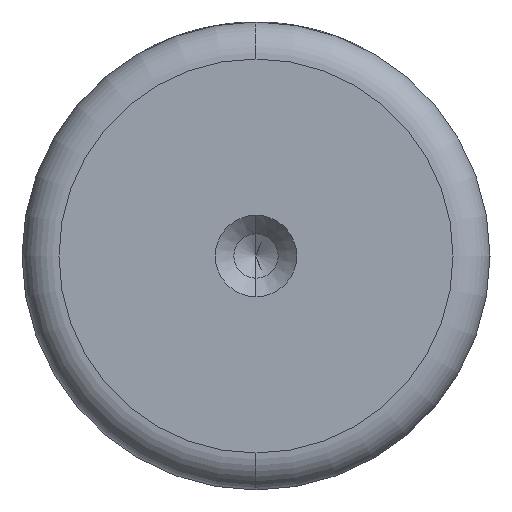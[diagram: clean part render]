
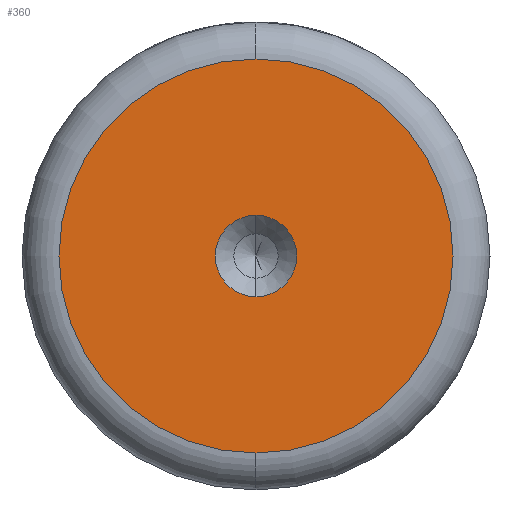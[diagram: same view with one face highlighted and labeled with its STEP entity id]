
A CAD part, left-side view. The second image highlights one B-rep face of the part: STEP entity #360.
In plain terms, the highlighted planar face has unit normal (-1, 0, 0).
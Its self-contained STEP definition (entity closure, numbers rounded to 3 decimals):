
#14 = AXIS2_PLACEMENT_3D ( 'NONE', #1018, #378, #1128 ) ;
#24 = DIRECTION ( 'NONE',  ( 0., 0., 1. ) ) ;
#80 = CIRCLE ( 'NONE', #918, 16. ) ;
#114 = DIRECTION ( 'NONE',  ( 0., 0., 1. ) ) ;
#178 = AXIS2_PLACEMENT_3D ( 'NONE', #1153, #511, #1258 ) ;
#183 = ORIENTED_EDGE ( 'NONE', *, *, #1212, .T. ) ;
#207 = ORIENTED_EDGE ( 'NONE', *, *, #270, .F. ) ;
#220 = VERTEX_POINT ( 'NONE', #1119 ) ;
#221 = VERTEX_POINT ( 'NONE', #367 ) ;
#270 = EDGE_CURVE ( 'NONE', #846, #341, #871, .T. ) ;
#303 = EDGE_CURVE ( 'NONE', #341, #846, #474, .T. ) ;
#341 = VERTEX_POINT ( 'NONE', #401 ) ;
#358 = DIRECTION ( 'NONE',  ( -1., 0., 0. ) ) ;
#360 = ADVANCED_FACE ( 'NONE', ( #593, #1379 ), #783, .T. ) ;
#367 = CARTESIAN_POINT ( 'NONE',  ( 0., 0., -16. ) ) ;
#378 = DIRECTION ( 'NONE',  ( -1., 0., 0. ) ) ;
#401 = CARTESIAN_POINT ( 'NONE',  ( 0., 0., 3.3 ) ) ;
#474 = CIRCLE ( 'NONE', #178, 3.3 ) ;
#492 = AXIS2_PLACEMENT_3D ( 'NONE', #1321, #358, #114 ) ;
#511 = DIRECTION ( 'NONE',  ( -1., 0., 0. ) ) ;
#527 = EDGE_CURVE ( 'NONE', #221, #220, #80, .T. ) ;
#560 = DIRECTION ( 'NONE',  ( -1., 0., 0. ) ) ;
#593 = FACE_BOUND ( 'NONE', #1046, .T. ) ;
#703 = DIRECTION ( 'NONE',  ( -1., 0., 0. ) ) ;
#728 = CARTESIAN_POINT ( 'NONE',  ( 0., 0., -3.3 ) ) ;
#782 = AXIS2_PLACEMENT_3D ( 'NONE', #1203, #560, #1302 ) ;
#783 = PLANE ( 'NONE',  #492 ) ;
#806 = ORIENTED_EDGE ( 'NONE', *, *, #303, .F. ) ;
#846 = VERTEX_POINT ( 'NONE', #728 ) ;
#871 = CIRCLE ( 'NONE', #14, 3.3 ) ;
#918 = AXIS2_PLACEMENT_3D ( 'NONE', #1347, #703, #24 ) ;
#929 = ORIENTED_EDGE ( 'NONE', *, *, #527, .T. ) ;
#1018 = CARTESIAN_POINT ( 'NONE',  ( 0., 0., 0. ) ) ;
#1046 = EDGE_LOOP ( 'NONE', ( #806, #207 ) ) ;
#1119 = CARTESIAN_POINT ( 'NONE',  ( 0., 0., 16. ) ) ;
#1128 = DIRECTION ( 'NONE',  ( 0., 0., 1. ) ) ;
#1153 = CARTESIAN_POINT ( 'NONE',  ( 0., 0., 0. ) ) ;
#1203 = CARTESIAN_POINT ( 'NONE',  ( 0., 0., 0. ) ) ;
#1206 = CIRCLE ( 'NONE', #782, 16. ) ;
#1212 = EDGE_CURVE ( 'NONE', #220, #221, #1206, .T. ) ;
#1258 = DIRECTION ( 'NONE',  ( 0., 0., 1. ) ) ;
#1265 = EDGE_LOOP ( 'NONE', ( #183, #929 ) ) ;
#1302 = DIRECTION ( 'NONE',  ( 0., 0., 1. ) ) ;
#1321 = CARTESIAN_POINT ( 'NONE',  ( 0., 0., 0. ) ) ;
#1347 = CARTESIAN_POINT ( 'NONE',  ( 0., 0., 0. ) ) ;
#1379 = FACE_OUTER_BOUND ( 'NONE', #1265, .T. ) ;
